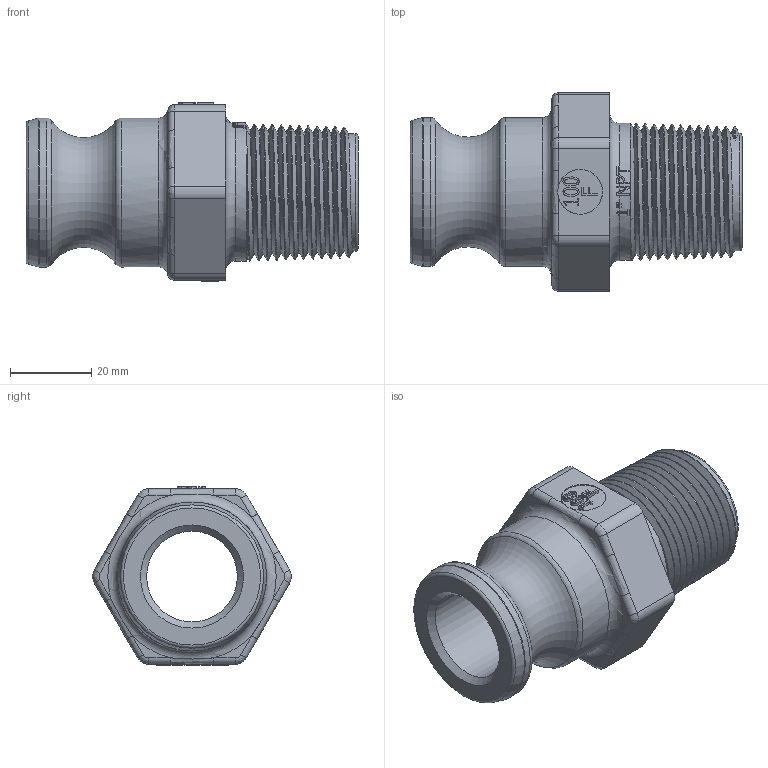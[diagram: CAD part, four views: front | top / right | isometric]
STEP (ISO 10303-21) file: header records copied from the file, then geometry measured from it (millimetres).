
FILE_DESCRIPTION(/* description */ ('1" Male Adapter X 1" NPT Male'),/* implementation_level */ '2;1');
FILE_NAME(/* name */ '100F.stp',/* time_stamp */ '2014-02-20T08:32:03-05:00',/* author */ ('DTruax'),/* organization */ (''),/* preprocessor_version */ 'ST-DEVELOPER v15.2',/* originating_system */ 'Autodesk Inventor 2014',/* authorisation */ '');
FILE_SCHEMA (('AUTOMOTIVE_DESIGN { 1 0 10303 214 3 1 1 }'));
Length unit declared in the file: inch
Products named in the file (1): 100F
Bounding box: 81.78 x 48.97 x 44.02 mm (x, y, z)
Volume: 47710 mm3; surface area: 18995.2 mm2
Topology: 1 solids, 1 shells, 269 faces, 711 edges, 461 vertices
Faces by surface type: plane 125, bspline 85, cylinder 32, cone 17, torus 10
Full cylindrical faces by diameter (mm): 11.049 x1, 22.352 x1, 33.782 x1, 36.703 x2
Entity records: 14376 total; most frequent: CARTESIAN_POINT 8645, ORIENTED_EDGE 1318, DIRECTION 912, EDGE_CURVE 659, VERTEX_POINT 436, LINE 336, VECTOR 336, EDGE_LOOP 293
